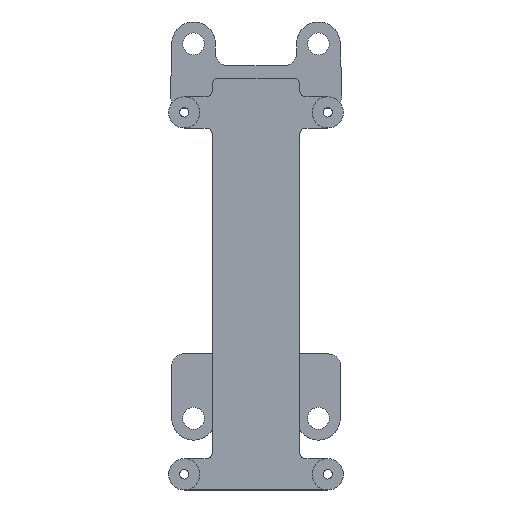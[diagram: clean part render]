
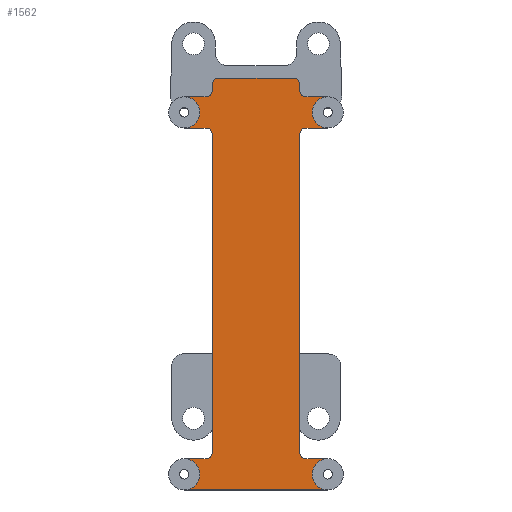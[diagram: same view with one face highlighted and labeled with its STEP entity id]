
A CAD part, top view. The second image highlights one B-rep face of the part: STEP entity #1562.
In plain terms, the highlighted planar face has unit normal (0, 0, 1).
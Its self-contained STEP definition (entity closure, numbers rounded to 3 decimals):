
#71=LINE('',#2413,#222);
#72=LINE('',#2417,#223);
#73=LINE('',#2421,#224);
#74=LINE('',#2425,#225);
#75=LINE('',#2429,#226);
#76=LINE('',#2435,#227);
#77=LINE('',#2439,#228);
#78=LINE('',#2443,#229);
#79=LINE('',#2449,#230);
#80=LINE('',#2453,#231);
#81=LINE('',#2457,#232);
#82=LINE('',#2460,#233);
#222=VECTOR('',#1911,10.);
#223=VECTOR('',#1914,10.);
#224=VECTOR('',#1917,10.);
#225=VECTOR('',#1920,10.);
#226=VECTOR('',#1923,10.);
#227=VECTOR('',#1928,10.);
#228=VECTOR('',#1931,10.);
#229=VECTOR('',#1934,10.);
#230=VECTOR('',#1939,10.);
#231=VECTOR('',#1942,10.);
#232=VECTOR('',#1945,10.);
#233=VECTOR('',#1948,10.);
#380=FACE_OUTER_BOUND('',#470,.T.);
#470=EDGE_LOOP('',(#1084,#1085,#1086,#1087,#1088,#1089,#1090,#1091,#1092,
#1093,#1094,#1095,#1096,#1097,#1098,#1099,#1100,#1101,#1102,#1103,#1104,
#1105,#1106,#1107,#1108,#1109));
#587=CIRCLE('',#1688,2.5);
#588=CIRCLE('',#1689,1.);
#589=CIRCLE('',#1690,1.);
#590=CIRCLE('',#1691,1.);
#591=CIRCLE('',#1692,1.);
#592=CIRCLE('',#1693,2.5);
#593=CIRCLE('',#1694,2.5);
#594=CIRCLE('',#1695,1.);
#595=CIRCLE('',#1696,1.);
#596=CIRCLE('',#1697,2.5);
#597=CIRCLE('',#1698,2.5);
#598=CIRCLE('',#1699,2.5);
#599=CIRCLE('',#1700,1.);
#600=CIRCLE('',#1701,1.);
#689=VERTEX_POINT('',#2409);
#690=VERTEX_POINT('',#2410);
#691=VERTEX_POINT('',#2412);
#692=VERTEX_POINT('',#2414);
#693=VERTEX_POINT('',#2416);
#694=VERTEX_POINT('',#2418);
#695=VERTEX_POINT('',#2420);
#696=VERTEX_POINT('',#2422);
#697=VERTEX_POINT('',#2424);
#698=VERTEX_POINT('',#2426);
#699=VERTEX_POINT('',#2428);
#700=VERTEX_POINT('',#2430);
#701=VERTEX_POINT('',#2432);
#702=VERTEX_POINT('',#2434);
#703=VERTEX_POINT('',#2436);
#704=VERTEX_POINT('',#2438);
#705=VERTEX_POINT('',#2440);
#706=VERTEX_POINT('',#2442);
#707=VERTEX_POINT('',#2444);
#708=VERTEX_POINT('',#2446);
#709=VERTEX_POINT('',#2448);
#710=VERTEX_POINT('',#2450);
#711=VERTEX_POINT('',#2452);
#712=VERTEX_POINT('',#2454);
#713=VERTEX_POINT('',#2456);
#714=VERTEX_POINT('',#2458);
#847=EDGE_CURVE('',#689,#690,#587,.T.);
#848=EDGE_CURVE('',#690,#691,#71,.T.);
#849=EDGE_CURVE('',#691,#692,#588,.T.);
#850=EDGE_CURVE('',#692,#693,#72,.T.);
#851=EDGE_CURVE('',#693,#694,#589,.T.);
#852=EDGE_CURVE('',#694,#695,#73,.T.);
#853=EDGE_CURVE('',#695,#696,#590,.T.);
#854=EDGE_CURVE('',#696,#697,#74,.T.);
#855=EDGE_CURVE('',#697,#698,#591,.T.);
#856=EDGE_CURVE('',#698,#699,#75,.T.);
#857=EDGE_CURVE('',#699,#700,#592,.T.);
#858=EDGE_CURVE('',#700,#701,#593,.T.);
#859=EDGE_CURVE('',#701,#702,#76,.T.);
#860=EDGE_CURVE('',#702,#703,#594,.T.);
#861=EDGE_CURVE('',#703,#704,#77,.T.);
#862=EDGE_CURVE('',#704,#705,#595,.T.);
#863=EDGE_CURVE('',#705,#706,#78,.T.);
#864=EDGE_CURVE('',#706,#707,#596,.T.);
#865=EDGE_CURVE('',#707,#708,#597,.T.);
#866=EDGE_CURVE('',#708,#709,#79,.T.);
#867=EDGE_CURVE('',#709,#710,#598,.T.);
#868=EDGE_CURVE('',#710,#711,#80,.T.);
#869=EDGE_CURVE('',#711,#712,#599,.T.);
#870=EDGE_CURVE('',#712,#713,#81,.T.);
#871=EDGE_CURVE('',#713,#714,#600,.T.);
#872=EDGE_CURVE('',#714,#689,#82,.T.);
#1084=ORIENTED_EDGE('',*,*,#847,.T.);
#1085=ORIENTED_EDGE('',*,*,#848,.T.);
#1086=ORIENTED_EDGE('',*,*,#849,.T.);
#1087=ORIENTED_EDGE('',*,*,#850,.T.);
#1088=ORIENTED_EDGE('',*,*,#851,.T.);
#1089=ORIENTED_EDGE('',*,*,#852,.T.);
#1090=ORIENTED_EDGE('',*,*,#853,.T.);
#1091=ORIENTED_EDGE('',*,*,#854,.T.);
#1092=ORIENTED_EDGE('',*,*,#855,.T.);
#1093=ORIENTED_EDGE('',*,*,#856,.T.);
#1094=ORIENTED_EDGE('',*,*,#857,.T.);
#1095=ORIENTED_EDGE('',*,*,#858,.T.);
#1096=ORIENTED_EDGE('',*,*,#859,.T.);
#1097=ORIENTED_EDGE('',*,*,#860,.T.);
#1098=ORIENTED_EDGE('',*,*,#861,.T.);
#1099=ORIENTED_EDGE('',*,*,#862,.T.);
#1100=ORIENTED_EDGE('',*,*,#863,.T.);
#1101=ORIENTED_EDGE('',*,*,#864,.T.);
#1102=ORIENTED_EDGE('',*,*,#865,.T.);
#1103=ORIENTED_EDGE('',*,*,#866,.T.);
#1104=ORIENTED_EDGE('',*,*,#867,.T.);
#1105=ORIENTED_EDGE('',*,*,#868,.T.);
#1106=ORIENTED_EDGE('',*,*,#869,.T.);
#1107=ORIENTED_EDGE('',*,*,#870,.T.);
#1108=ORIENTED_EDGE('',*,*,#871,.T.);
#1109=ORIENTED_EDGE('',*,*,#872,.T.);
#1519=PLANE('',#1687);
#1562=ADVANCED_FACE('',(#380),#1519,.T.);
#1687=AXIS2_PLACEMENT_3D('',#2408,#1907,#1908);
#1688=AXIS2_PLACEMENT_3D('',#2411,#1909,#1910);
#1689=AXIS2_PLACEMENT_3D('',#2415,#1912,#1913);
#1690=AXIS2_PLACEMENT_3D('',#2419,#1915,#1916);
#1691=AXIS2_PLACEMENT_3D('',#2423,#1918,#1919);
#1692=AXIS2_PLACEMENT_3D('',#2427,#1921,#1922);
#1693=AXIS2_PLACEMENT_3D('',#2431,#1924,#1925);
#1694=AXIS2_PLACEMENT_3D('',#2433,#1926,#1927);
#1695=AXIS2_PLACEMENT_3D('',#2437,#1929,#1930);
#1696=AXIS2_PLACEMENT_3D('',#2441,#1932,#1933);
#1697=AXIS2_PLACEMENT_3D('',#2445,#1935,#1936);
#1698=AXIS2_PLACEMENT_3D('',#2447,#1937,#1938);
#1699=AXIS2_PLACEMENT_3D('',#2451,#1940,#1941);
#1700=AXIS2_PLACEMENT_3D('',#2455,#1943,#1944);
#1701=AXIS2_PLACEMENT_3D('',#2459,#1946,#1947);
#1907=DIRECTION('center_axis',(0.,0.,1.));
#1908=DIRECTION('ref_axis',(-1.,0.,0.));
#1909=DIRECTION('center_axis',(0.,0.,-1.));
#1910=DIRECTION('ref_axis',(-1.,0.,0.));
#1911=DIRECTION('',(-1.,0.,0.));
#1912=DIRECTION('center_axis',(0.,0.,-1.));
#1913=DIRECTION('ref_axis',(-1.,0.,0.));
#1914=DIRECTION('',(0.,1.,0.));
#1915=DIRECTION('center_axis',(0.,0.,1.));
#1916=DIRECTION('ref_axis',(1.,0.,0.));
#1917=DIRECTION('',(-1.,0.,0.));
#1918=DIRECTION('center_axis',(0.,0.,1.));
#1919=DIRECTION('ref_axis',(0.,1.,0.));
#1920=DIRECTION('',(0.,-1.,0.));
#1921=DIRECTION('center_axis',(0.,0.,-1.));
#1922=DIRECTION('ref_axis',(0.,-1.,0.));
#1923=DIRECTION('',(-1.,0.,0.));
#1924=DIRECTION('center_axis',(0.,0.,-1.));
#1925=DIRECTION('ref_axis',(-1.,0.,0.));
#1926=DIRECTION('center_axis',(0.,0.,-1.));
#1927=DIRECTION('ref_axis',(-1.,0.,0.));
#1928=DIRECTION('',(1.,0.,0.));
#1929=DIRECTION('center_axis',(0.,0.,-1.));
#1930=DIRECTION('ref_axis',(1.,0.,0.));
#1931=DIRECTION('',(0.,-1.,0.));
#1932=DIRECTION('center_axis',(0.,0.,-1.));
#1933=DIRECTION('ref_axis',(0.,-1.,0.));
#1934=DIRECTION('',(-1.,0.,0.));
#1935=DIRECTION('center_axis',(0.,0.,-1.));
#1936=DIRECTION('ref_axis',(-1.,0.,0.));
#1937=DIRECTION('center_axis',(0.,0.,-1.));
#1938=DIRECTION('ref_axis',(-1.,0.,0.));
#1939=DIRECTION('',(1.,0.,0.));
#1940=DIRECTION('center_axis',(0.,0.,-1.));
#1941=DIRECTION('ref_axis',(-1.,0.,0.));
#1942=DIRECTION('',(-1.,0.,0.));
#1943=DIRECTION('center_axis',(0.,0.,-1.));
#1944=DIRECTION('ref_axis',(-1.,0.,0.));
#1945=DIRECTION('',(0.,1.,0.));
#1946=DIRECTION('center_axis',(0.,0.,-1.));
#1947=DIRECTION('ref_axis',(0.,1.,0.));
#1948=DIRECTION('',(1.,0.,0.));
#2408=CARTESIAN_POINT('Origin',(10.,-38.5,7.5));
#2409=CARTESIAN_POINT('',(21.5,-13.5,7.5));
#2410=CARTESIAN_POINT('',(21.5,-8.5,7.5));
#2411=CARTESIAN_POINT('Origin',(21.5,-11.,7.5));
#2412=CARTESIAN_POINT('',(18.,-8.5,7.5));
#2413=CARTESIAN_POINT('',(21.5,-8.5,7.5));
#2414=CARTESIAN_POINT('',(17.,-7.5,7.5));
#2415=CARTESIAN_POINT('Origin',(18.,-7.5,7.5));
#2416=CARTESIAN_POINT('',(17.,-6.5,7.5));
#2417=CARTESIAN_POINT('',(17.,-7.5,7.5));
#2418=CARTESIAN_POINT('',(16.,-5.5,7.5));
#2419=CARTESIAN_POINT('Origin',(16.,-6.5,7.5));
#2420=CARTESIAN_POINT('',(4.,-5.5,7.5));
#2421=CARTESIAN_POINT('',(21.5,-5.5,7.5));
#2422=CARTESIAN_POINT('',(3.,-6.5,7.5));
#2423=CARTESIAN_POINT('Origin',(4.,-6.5,7.5));
#2424=CARTESIAN_POINT('',(3.,-7.5,7.5));
#2425=CARTESIAN_POINT('',(3.,-7.5,7.5));
#2426=CARTESIAN_POINT('',(2.,-8.5,7.5));
#2427=CARTESIAN_POINT('Origin',(2.,-7.5,7.5));
#2428=CARTESIAN_POINT('',(-1.5,-8.5,7.5));
#2429=CARTESIAN_POINT('',(-1.5,-8.5,7.5));
#2430=CARTESIAN_POINT('',(1.,-11.,7.5));
#2431=CARTESIAN_POINT('Origin',(-1.5,-11.,7.5));
#2432=CARTESIAN_POINT('',(-1.5,-13.5,7.5));
#2433=CARTESIAN_POINT('Origin',(-1.5,-11.,7.5));
#2434=CARTESIAN_POINT('',(2.,-13.5,7.5));
#2435=CARTESIAN_POINT('',(-1.5,-13.5,7.5));
#2436=CARTESIAN_POINT('',(3.,-14.5,7.5));
#2437=CARTESIAN_POINT('Origin',(2.,-14.5,7.5));
#2438=CARTESIAN_POINT('',(3.,-65.5,7.5));
#2439=CARTESIAN_POINT('',(3.,-65.5,7.5));
#2440=CARTESIAN_POINT('',(2.,-66.5,7.5));
#2441=CARTESIAN_POINT('Origin',(2.,-65.5,7.5));
#2442=CARTESIAN_POINT('',(-1.5,-66.5,7.5));
#2443=CARTESIAN_POINT('',(-1.5,-66.5,7.5));
#2444=CARTESIAN_POINT('',(1.,-69.,7.5));
#2445=CARTESIAN_POINT('Origin',(-1.5,-69.,7.5));
#2446=CARTESIAN_POINT('',(-1.5,-71.5,7.5));
#2447=CARTESIAN_POINT('Origin',(-1.5,-69.,7.5));
#2448=CARTESIAN_POINT('',(21.5,-71.5,7.5));
#2449=CARTESIAN_POINT('',(3.,-71.5,7.5));
#2450=CARTESIAN_POINT('',(21.5,-66.5,7.5));
#2451=CARTESIAN_POINT('Origin',(21.5,-69.,7.5));
#2452=CARTESIAN_POINT('',(18.,-66.5,7.5));
#2453=CARTESIAN_POINT('',(21.5,-66.5,7.5));
#2454=CARTESIAN_POINT('',(17.,-65.5,7.5));
#2455=CARTESIAN_POINT('Origin',(18.,-65.5,7.5));
#2456=CARTESIAN_POINT('',(17.,-14.5,7.5));
#2457=CARTESIAN_POINT('',(17.,-65.5,7.5));
#2458=CARTESIAN_POINT('',(18.,-13.5,7.5));
#2459=CARTESIAN_POINT('Origin',(18.,-14.5,7.5));
#2460=CARTESIAN_POINT('',(21.5,-13.5,7.5));
